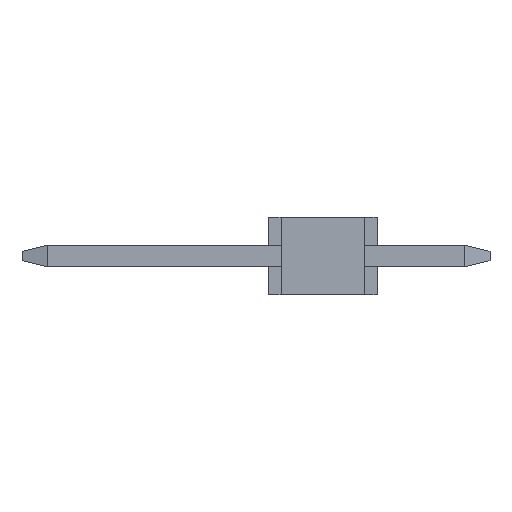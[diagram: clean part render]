
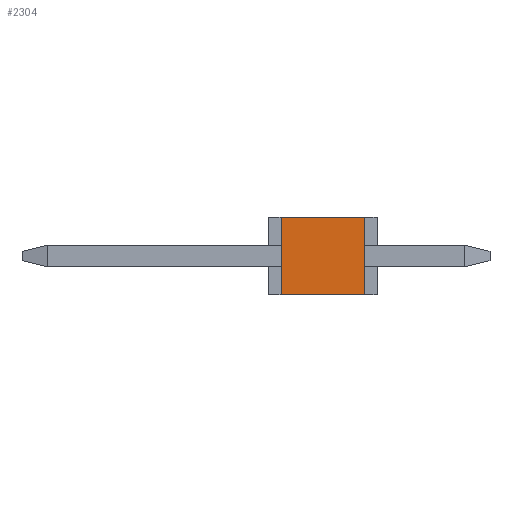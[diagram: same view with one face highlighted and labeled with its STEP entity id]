
A CAD part, left-side view. The second image highlights one B-rep face of the part: STEP entity #2304.
In plain terms, the highlighted planar face has unit normal (-1, 0, 0).
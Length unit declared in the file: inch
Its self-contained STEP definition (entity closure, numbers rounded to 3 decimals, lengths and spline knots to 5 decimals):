
#1=DIRECTION('',(0.,0.,-1.));
#2=VECTOR('',#1,0.093);
#3=CARTESIAN_POINT('',(-0.345,0.05,0.0465));
#4=LINE('',#3,#2);
#5=DIRECTION('',(0.,-1.,0.));
#6=VECTOR('',#5,0.1);
#7=CARTESIAN_POINT('',(-0.345,0.05,0.0465));
#8=LINE('',#7,#6);
#9=DIRECTION('',(0.,0.,-1.));
#10=VECTOR('',#9,0.093);
#11=CARTESIAN_POINT('',(-0.345,-0.05,0.0465));
#12=LINE('',#11,#10);
#13=DIRECTION('',(0.,1.,0.));
#14=VECTOR('',#13,0.1);
#15=CARTESIAN_POINT('',(-0.345,-0.05,-0.0465));
#16=LINE('',#15,#14);
#1753=CARTESIAN_POINT('',(-0.345,0.05,0.0465));
#1754=CARTESIAN_POINT('',(-0.345,0.05,-0.0465));
#1755=VERTEX_POINT('',#1753);
#1756=VERTEX_POINT('',#1754);
#1757=CARTESIAN_POINT('',(-0.345,-0.05,0.0465));
#1758=CARTESIAN_POINT('',(-0.345,-0.05,-0.0465));
#1759=VERTEX_POINT('',#1757);
#1760=VERTEX_POINT('',#1758);
#2289=CARTESIAN_POINT('',(-0.345,0.,0.));
#2290=DIRECTION('',(1.,0.,0.));
#2291=DIRECTION('',(0.,0.,-1.));
#2292=AXIS2_PLACEMENT_3D('',#2289,#2290,#2291);
#2293=PLANE('',#2292);
#2295=ORIENTED_EDGE('',*,*,#2294,.F.);
#2297=ORIENTED_EDGE('',*,*,#2296,.T.);
#2299=ORIENTED_EDGE('',*,*,#2298,.T.);
#2301=ORIENTED_EDGE('',*,*,#2300,.T.);
#2302=EDGE_LOOP('',(#2295,#2297,#2299,#2301));
#2303=FACE_OUTER_BOUND('',#2302,.F.);
#2304=ADVANCED_FACE('',(#2303),#2293,.F.);
#2294=EDGE_CURVE('',#1755,#1756,#4,.T.);
#2296=EDGE_CURVE('',#1755,#1759,#8,.T.);
#2298=EDGE_CURVE('',#1759,#1760,#12,.T.);
#2300=EDGE_CURVE('',#1760,#1756,#16,.T.);
